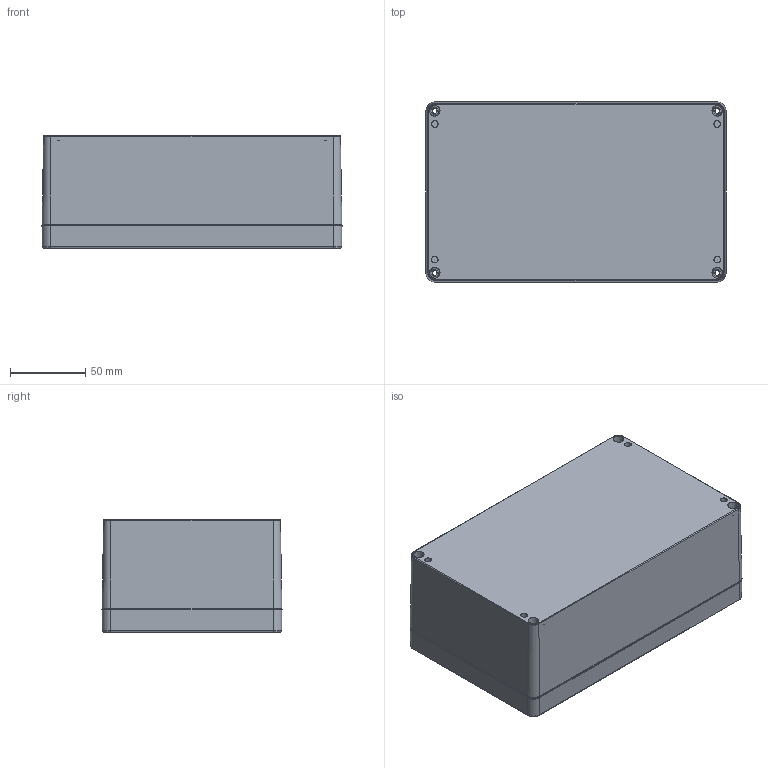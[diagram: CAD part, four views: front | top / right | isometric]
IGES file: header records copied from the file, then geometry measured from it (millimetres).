
Start section: SolidWorks IGES file using analytic representation for surfaces
Global section: file name: TH-240.IGS; native system: SolidWorks 2012; preprocessor: SolidWorks 2012; author: Peter; date: 160215.154637; units: millimetre
Bounding box: 200 x 120 x 75 mm (x, y, z)
Surface area: 206480.3 mm2 (no closed solid volume)
Topology: 0 solids, 0 shells, 488 faces, 8116 edges, 8104 vertices
Faces by surface type: revolution 284, bspline 204
